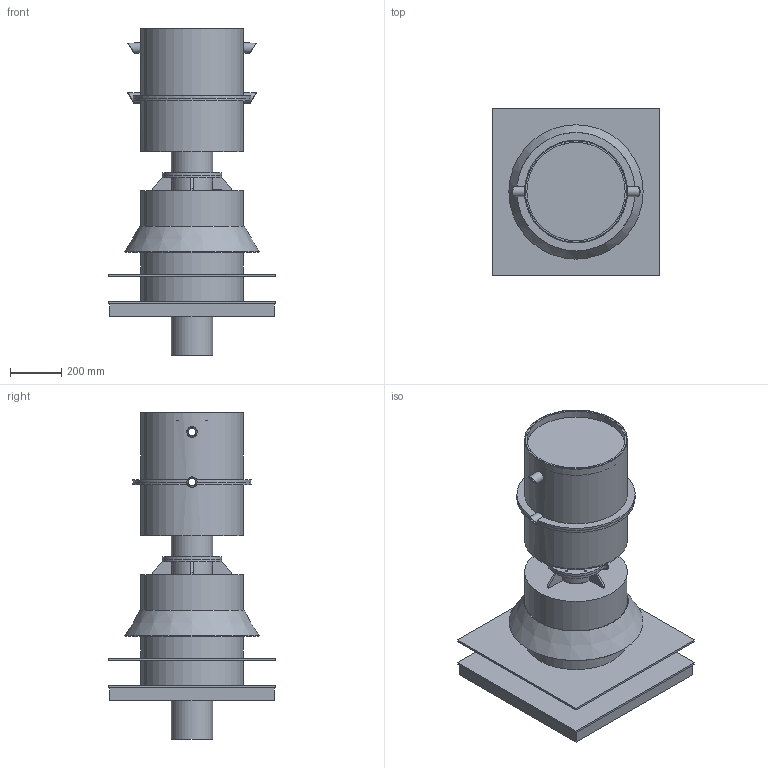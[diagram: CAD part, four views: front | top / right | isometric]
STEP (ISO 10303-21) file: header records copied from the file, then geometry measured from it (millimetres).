
FILE_DESCRIPTION(/* description */ ('VRV100_SDS'),/* implementation_level */ '2;1');
FILE_NAME(/* name */ 'VRV100_SDS_model.stp',/* time_stamp */ '2021-07-22T15:53:35+02:00',/* author */ ('Rissler'),/* organization */ ('Mietzsch GmbH Lufttechnik Dresden'),/* preprocessor_version */ 'ST-DEVELOPER v18.1',/* originating_system */ 'Autodesk Inventor 2020',/* authorisation */ '');
FILE_SCHEMA (('AUTOMOTIVE_DESIGN { 1 0 10303 214 3 1 1 }'));
Length unit declared in the file: millimetre
Products named in the file (1): VRV_iL_CSV
Bounding box: 650 x 650 x 1270 mm (x, y, z)
Volume: 58224183 mm3; surface area: 5753317.7 mm2
Topology: 14 solids, 14 shells, 166 faces, 404 edges, 263 vertices
Faces by surface type: plane 93, cylinder 69, cone 4
Full cylindrical faces by diameter (mm): 7 x16, 29 x1, 30 x6, 32 x2, 40 x6, 152 x1, 154 x2, 160 x6, 230 x2, 382 x1, 394 x2, 400 x4
Entity records: 5569 total; most frequent: CARTESIAN_POINT 1382, DIRECTION 861, ORIENTED_EDGE 808, EDGE_CURVE 404, AXIS2_PLACEMENT_3D 326, VERTEX_POINT 263, EDGE_LOOP 233, LINE 209
